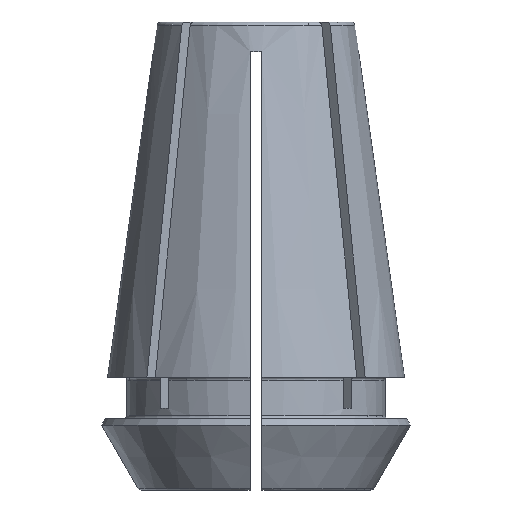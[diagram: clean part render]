
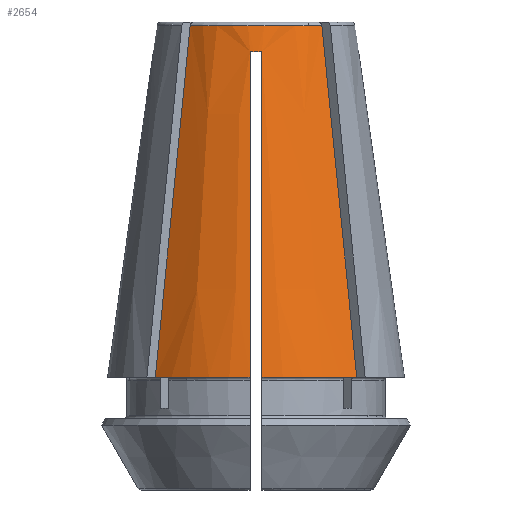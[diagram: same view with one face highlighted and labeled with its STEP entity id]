
A CAD part, front view. The second image highlights one B-rep face of the part: STEP entity #2654.
In plain terms, the highlighted conical face has half-angle 8 degrees and reference radius 6.641 mm.
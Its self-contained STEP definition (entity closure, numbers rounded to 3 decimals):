
#142=B_SPLINE_CURVE_WITH_KNOTS('',3,(#3944,#3945,#3946,#3947,#3948,#3949,
#3950),.UNSPECIFIED.,.F.,.F.,(4,3,4),(0.,0.018,
0.024),.UNSPECIFIED.);
#143=B_SPLINE_CURVE_WITH_KNOTS('',3,(#3954,#3955,#3956,#3957,#3958,#3959,
#3960),.UNSPECIFIED.,.F.,.F.,(4,3,4),(0.,0.012,
0.024),.UNSPECIFIED.);
#144=B_SPLINE_CURVE_WITH_KNOTS('',3,(#3964,#3965,#3966,#3967,#3968,#3969,
#3970,#3971,#3972,#3973),.UNSPECIFIED.,.F.,.F.,(4,3,3,4),(0.01,
0.013,0.026,0.032),.UNSPECIFIED.);
#145=B_SPLINE_CURVE_WITH_KNOTS('',3,(#3977,#3978,#3979,#3980,#3981,#3982,
#3983,#3984,#3985,#3986),.UNSPECIFIED.,.F.,.F.,(4,3,3,4),(0.01,
0.013,0.026,0.032),.UNSPECIFIED.);
#608=ORIENTED_EDGE('',*,*,#1472,.T.);
#609=ORIENTED_EDGE('',*,*,#1473,.T.);
#610=ORIENTED_EDGE('',*,*,#1474,.F.);
#611=ORIENTED_EDGE('',*,*,#1475,.T.);
#612=ORIENTED_EDGE('',*,*,#1476,.T.);
#613=ORIENTED_EDGE('',*,*,#1477,.F.);
#614=ORIENTED_EDGE('',*,*,#1478,.F.);
#615=ORIENTED_EDGE('',*,*,#1479,.T.);
#1472=EDGE_CURVE('',#1904,#1905,#2186,.T.);
#1473=EDGE_CURVE('',#1905,#1906,#142,.T.);
#1474=EDGE_CURVE('',#1907,#1906,#2187,.T.);
#1475=EDGE_CURVE('',#1907,#1908,#143,.T.);
#1476=EDGE_CURVE('',#1908,#1909,#2188,.T.);
#1477=EDGE_CURVE('',#1910,#1909,#144,.T.);
#1478=EDGE_CURVE('',#1911,#1910,#2189,.T.);
#1479=EDGE_CURVE('',#1911,#1904,#145,.T.);
#1904=VERTEX_POINT('',#3942);
#1905=VERTEX_POINT('',#3943);
#1906=VERTEX_POINT('',#3951);
#1907=VERTEX_POINT('',#3953);
#1908=VERTEX_POINT('',#3961);
#1909=VERTEX_POINT('',#3963);
#1910=VERTEX_POINT('',#3974);
#1911=VERTEX_POINT('',#3976);
#2186=CIRCLE('',#2818,10.);
#2187=CIRCLE('',#2819,6.677);
#2188=CIRCLE('',#2820,10.);
#2189=CIRCLE('',#2821,6.922);
#2342=EDGE_LOOP('',(#608,#609,#610,#611,#612,#613,#614,#615));
#2486=FACE_BOUND('',#2342,.T.);
#2629=CONICAL_SURFACE('',#2817,6.641,0.14);
#2654=ADVANCED_FACE('',(#2486),#2629,.T.);
#2817=AXIS2_PLACEMENT_3D('',#3940,#3135,#3136);
#2818=AXIS2_PLACEMENT_3D('',#3941,#3137,#3138);
#2819=AXIS2_PLACEMENT_3D('',#3952,#3139,#3140);
#2820=AXIS2_PLACEMENT_3D('',#3962,#3141,#3142);
#2821=AXIS2_PLACEMENT_3D('',#3975,#3143,#3144);
#3135=DIRECTION('',(0.,0.,-1.));
#3136=DIRECTION('',(-1.,0.,0.));
#3137=DIRECTION('',(0.,0.,1.));
#3138=DIRECTION('',(1.,0.,0.));
#3139=DIRECTION('',(0.,0.,1.));
#3140=DIRECTION('',(1.,0.,0.));
#3141=DIRECTION('',(0.,0.,1.));
#3142=DIRECTION('',(1.,0.,0.));
#3143=DIRECTION('',(0.,0.,-1.));
#3144=DIRECTION('',(-1.,0.,0.));
#3940=CARTESIAN_POINT('',(0.,0.,26.7));
#3941=CARTESIAN_POINT('',(0.,0.,2.8));
#3942=CARTESIAN_POINT('',(0.4,-9.992,2.8));
#3943=CARTESIAN_POINT('',(6.783,-7.348,2.8));
#3944=CARTESIAN_POINT('',(6.783,-7.348,2.8));
#3945=CARTESIAN_POINT('',(6.206,-6.772,8.595));
#3946=CARTESIAN_POINT('',(5.63,-6.195,14.39));
#3947=CARTESIAN_POINT('',(5.053,-5.619,20.185));
#3948=CARTESIAN_POINT('',(4.845,-5.411,22.271));
#3949=CARTESIAN_POINT('',(4.638,-5.204,24.356));
#3950=CARTESIAN_POINT('',(4.43,-4.996,26.442));
#3951=CARTESIAN_POINT('',(4.43,-4.996,26.442));
#3952=CARTESIAN_POINT('',(0.,0.,26.442));
#3953=CARTESIAN_POINT('',(-4.43,-4.996,26.442));
#3954=CARTESIAN_POINT('',(-4.43,-4.996,26.442));
#3955=CARTESIAN_POINT('',(-4.816,-5.381,22.572));
#3956=CARTESIAN_POINT('',(-5.201,-5.766,18.703));
#3957=CARTESIAN_POINT('',(-5.586,-6.151,14.833));
#3958=CARTESIAN_POINT('',(-5.985,-6.55,10.822));
#3959=CARTESIAN_POINT('',(-6.384,-6.949,6.811));
#3960=CARTESIAN_POINT('',(-6.783,-7.348,2.8));
#3961=CARTESIAN_POINT('',(-6.783,-7.348,2.8));
#3962=CARTESIAN_POINT('',(0.,0.,2.8));
#3963=CARTESIAN_POINT('',(-0.4,-9.992,2.8));
#3964=CARTESIAN_POINT('',(-0.4,-6.911,24.7));
#3965=CARTESIAN_POINT('',(-0.4,-7.043,23.76));
#3966=CARTESIAN_POINT('',(-0.4,-7.175,22.819));
#3967=CARTESIAN_POINT('',(-0.4,-7.308,21.879));
#3968=CARTESIAN_POINT('',(-0.4,-7.905,17.638));
#3969=CARTESIAN_POINT('',(-0.4,-8.501,13.396));
#3970=CARTESIAN_POINT('',(-0.4,-9.098,9.155));
#3971=CARTESIAN_POINT('',(-0.4,-9.396,7.037));
#3972=CARTESIAN_POINT('',(-0.4,-9.694,4.918));
#3973=CARTESIAN_POINT('',(-0.4,-9.992,2.8));
#3974=CARTESIAN_POINT('',(-0.4,-6.911,24.7));
#3975=CARTESIAN_POINT('',(0.,0.,24.7));
#3976=CARTESIAN_POINT('',(0.4,-6.911,24.7));
#3977=CARTESIAN_POINT('',(0.4,-6.911,24.7));
#3978=CARTESIAN_POINT('',(0.4,-7.043,23.76));
#3979=CARTESIAN_POINT('',(0.4,-7.175,22.819));
#3980=CARTESIAN_POINT('',(0.4,-7.308,21.879));
#3981=CARTESIAN_POINT('',(0.4,-7.905,17.638));
#3982=CARTESIAN_POINT('',(0.4,-8.501,13.396));
#3983=CARTESIAN_POINT('',(0.4,-9.098,9.155));
#3984=CARTESIAN_POINT('',(0.4,-9.396,7.037));
#3985=CARTESIAN_POINT('',(0.4,-9.694,4.918));
#3986=CARTESIAN_POINT('',(0.4,-9.992,2.8));
